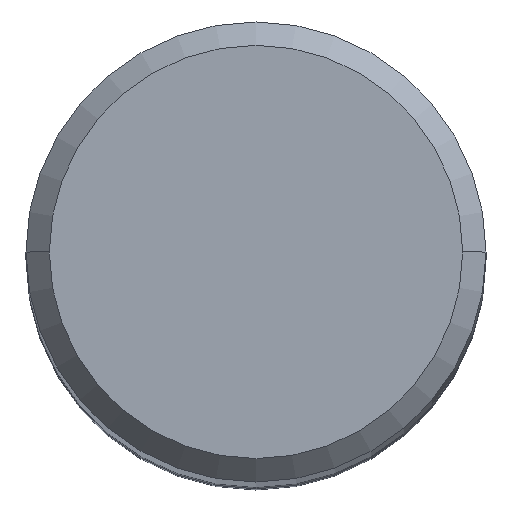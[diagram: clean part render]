
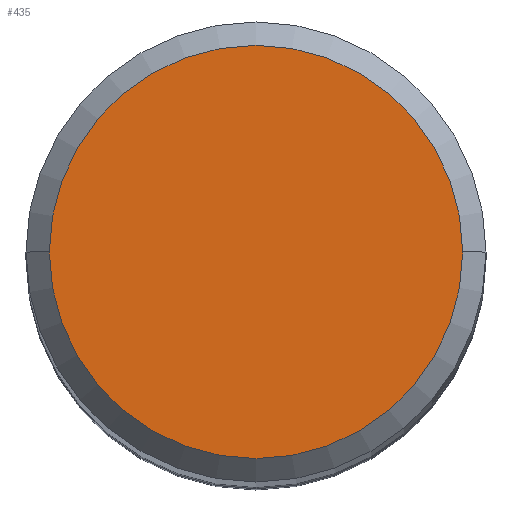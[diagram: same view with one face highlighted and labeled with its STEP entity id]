
A CAD part, top view. The second image highlights one B-rep face of the part: STEP entity #435.
In plain terms, the highlighted planar face has unit normal (0, 0, 1).
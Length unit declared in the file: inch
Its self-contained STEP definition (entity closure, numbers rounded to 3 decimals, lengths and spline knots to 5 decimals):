
#49 = AXIS2_PLACEMENT_3D ( 'NONE', #296, #490, #96 ) ;
#56 = ORIENTED_EDGE ( 'NONE', *, *, #362, .T. ) ;
#78 = DIRECTION ( 'NONE',  ( 0., 0., 1. ) ) ;
#85 = DIRECTION ( 'NONE',  ( 0., 0., 1. ) ) ;
#96 = DIRECTION ( 'NONE',  ( -1., 0., 0. ) ) ;
#120 = CARTESIAN_POINT ( 'NONE',  ( 0., 0., 0. ) ) ;
#145 = CARTESIAN_POINT ( 'NONE',  ( -0.17685, 0., 0. ) ) ;
#151 = VERTEX_POINT ( 'NONE', #277 ) ;
#170 = EDGE_CURVE ( 'NONE', #176, #151, #196, .T. ) ;
#174 = EDGE_LOOP ( 'NONE', ( #337, #56 ) ) ;
#176 = VERTEX_POINT ( 'NONE', #145 ) ;
#196 = CIRCLE ( 'NONE', #246, 0.17685 ) ;
#234 = DIRECTION ( 'NONE',  ( 1., 0., 0. ) ) ;
#246 = AXIS2_PLACEMENT_3D ( 'NONE', #355, #78, #234 ) ;
#277 = CARTESIAN_POINT ( 'NONE',  ( 0.17685, 0., 0. ) ) ;
#283 = CIRCLE ( 'NONE', #343, 0.17685 ) ;
#287 = DIRECTION ( 'NONE',  ( 1., 0., 0. ) ) ;
#296 = CARTESIAN_POINT ( 'NONE',  ( 0., 0.17685, 0. ) ) ;
#330 = FACE_OUTER_BOUND ( 'NONE', #174, .T. ) ;
#337 = ORIENTED_EDGE ( 'NONE', *, *, #170, .T. ) ;
#343 = AXIS2_PLACEMENT_3D ( 'NONE', #120, #85, #287 ) ;
#355 = CARTESIAN_POINT ( 'NONE',  ( 0., 0., 0. ) ) ;
#362 = EDGE_CURVE ( 'NONE', #151, #176, #283, .T. ) ;
#413 = PLANE ( 'NONE',  #49 ) ;
#435 = ADVANCED_FACE ( 'NONE', ( #330 ), #413, .F. ) ;
#490 = DIRECTION ( 'NONE',  ( 0., 0., -1. ) ) ;
